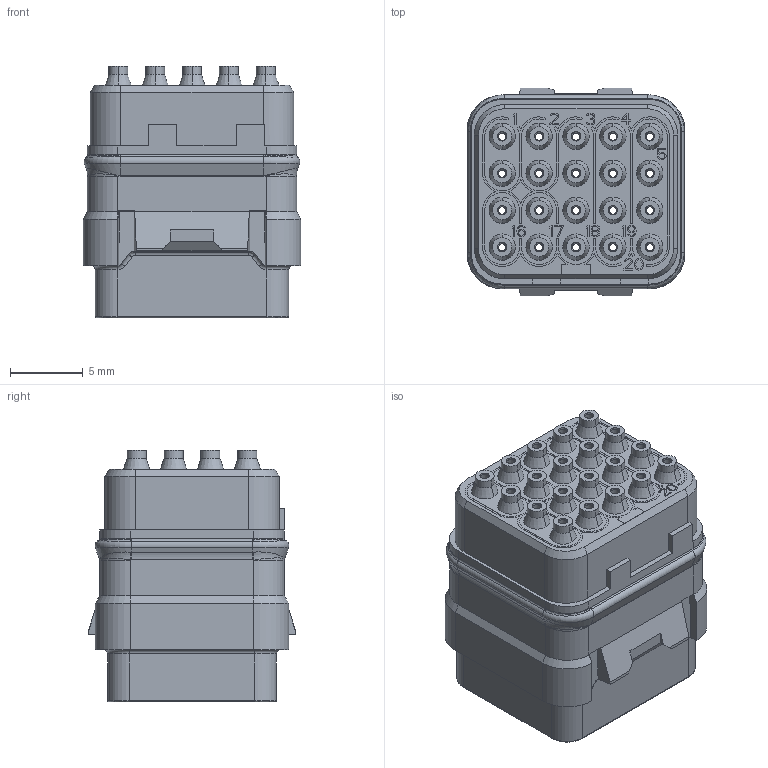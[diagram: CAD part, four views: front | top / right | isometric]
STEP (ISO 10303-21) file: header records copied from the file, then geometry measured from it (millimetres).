
FILE_DESCRIPTION((''),'2;1');
FILE_NAME('SIMEZ2A22PB','2020-01-07T',('presta_be4'),(''),'CREO PARAMETRIC BY PTC INC, 2018360','CREO PARAMETRIC BY PTC INC, 2018360','');
FILE_SCHEMA(('CONFIG_CONTROL_DESIGN'));
Products named in the file (1): SIMEZ2A22PB
Bounding box: 15 x 14.3 x 17.34 mm (x, y, z)
Volume: 1696 mm3; surface area: 3417.2 mm2
Topology: 1 solids, 1 shells, 3298 faces, 8182 edges, 5050 vertices
Faces by surface type: plane 1563, cylinder 851, torus 496, cone 348, bspline 40
Entity records: 99687 total; most frequent: CARTESIAN_POINT 19256, DIRECTION 17539, ORIENTED_EDGE 16364, EDGE_CURVE 8182, AXIS2_PLACEMENT_3D 6235, VECTOR 5069, LINE 5069, VERTEX_POINT 5050
